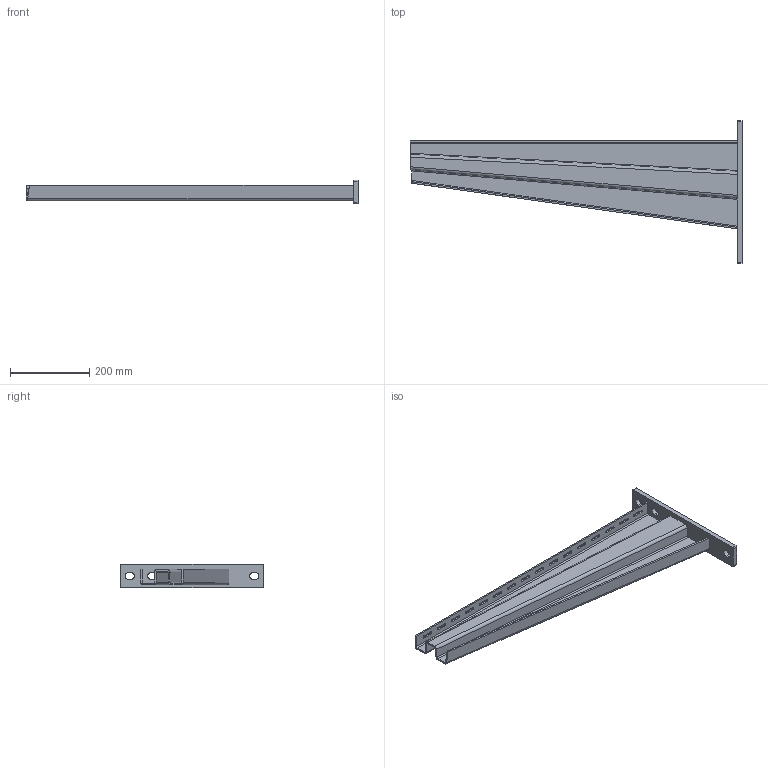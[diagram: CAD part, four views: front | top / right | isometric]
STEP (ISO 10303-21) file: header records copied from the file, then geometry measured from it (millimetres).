
FILE_DESCRIPTION (( 'STEP AP203' ), '1' );
FILE_NAME ('Êîíñîëü BBH-80_BBH8080HDZ.STEP', '2012-12-03T11:38:33', ( 'Àñååâ' ), ( '' ), 'SwSTEP 2.0', 'SolidWorks 2012', '' );
FILE_SCHEMA (( 'CONFIG_CONTROL_DESIGN' ));
Length unit declared in the file: millimetre
Products named in the file (1): Êîíñîëü BBH-80_BBH8080HDZ
Bounding box: 837.05 x 360 x 60 mm (x, y, z)
Volume: 1198498.3 mm3; surface area: 539686.5 mm2
Topology: 1 solids, 1 shells, 127 faces, 348 edges, 224 vertices
Faces by surface type: plane 68, cylinder 54, bspline 5
Entity records: 4301 total; most frequent: CARTESIAN_POINT 935, ORIENTED_EDGE 696, DIRECTION 652, EDGE_CURVE 348, LINE 230, VECTOR 230, VERTEX_POINT 224, AXIS2_PLACEMENT_3D 211
